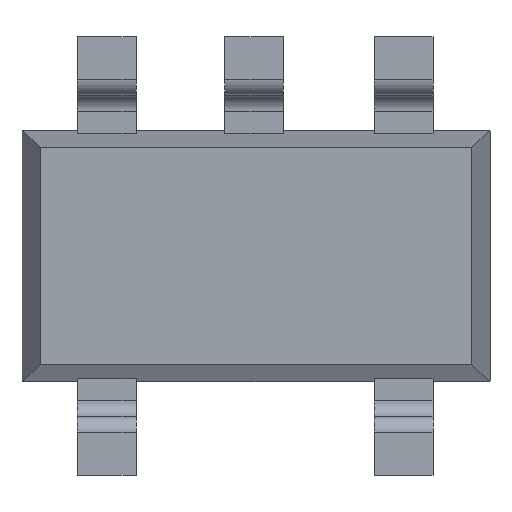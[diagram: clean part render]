
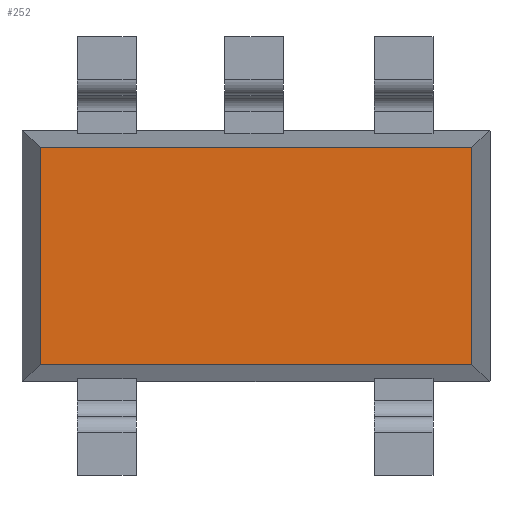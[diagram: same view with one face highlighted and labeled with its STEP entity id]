
A CAD part, front view. The second image highlights one B-rep face of the part: STEP entity #252.
In plain terms, the highlighted planar face has unit normal (0, -1, 0).
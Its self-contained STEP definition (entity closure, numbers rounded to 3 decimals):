
#252=ADVANCED_FACE('',(#503),#504,.T.);
#503=FACE_OUTER_BOUND('',#750,.T.);
#504=PLANE('',#751);
#750=EDGE_LOOP('',(#1457,#1458,#1459,#1460));
#751=AXIS2_PLACEMENT_3D('',#1461,#1462,#1463);
#1457=ORIENTED_EDGE('',*,*,#1751,.F.);
#1458=ORIENTED_EDGE('',*,*,#1778,.F.);
#1459=ORIENTED_EDGE('',*,*,#1762,.F.);
#1460=ORIENTED_EDGE('',*,*,#1771,.T.);
#1461=CARTESIAN_POINT('',(-0.956,0.08,0.));
#1462=DIRECTION('',(0.,-1.0,0.));
#1463=DIRECTION('',(0.,0.,-1.0));
#1751=EDGE_CURVE('',#2164,#2166,#2167,.T.);
#1762=EDGE_CURVE('',#2183,#2185,#2186,.T.);
#1771=EDGE_CURVE('',#2183,#2166,#2199,.T.);
#1778=EDGE_CURVE('',#2185,#2164,#2206,.T.);
#2164=VERTEX_POINT('',#2735);
#2166=VERTEX_POINT('',#2738);
#2167=LINE('',#2739,#2740);
#2183=VERTEX_POINT('',#2763);
#2185=VERTEX_POINT('',#2766);
#2186=LINE('',#2767,#2768);
#2199=LINE('',#2787,#2788);
#2206=LINE('',#2798,#2799);
#2735=CARTESIAN_POINT('',(2.871,0.08,0.693));
#2738=CARTESIAN_POINT('',(2.871,0.08,-0.693));
#2739=CARTESIAN_POINT('',(2.871,0.08,1.5));
#2740=VECTOR('',#3080,1.0);
#2763=CARTESIAN_POINT('',(0.117,0.08,-0.693));
#2766=CARTESIAN_POINT('',(0.117,0.08,0.693));
#2767=CARTESIAN_POINT('',(0.117,0.08,1.5));
#2768=VECTOR('',#3089,1.0);
#2787=CARTESIAN_POINT('',(-0.956,0.08,-0.693));
#2788=VECTOR('',#3096,1.0);
#2798=CARTESIAN_POINT('',(-0.956,0.08,0.693));
#2799=VECTOR('',#3100,1.0);
#3080=DIRECTION('',(0.,0.,-1.0));
#3089=DIRECTION('',(0.,0.,1.0));
#3096=DIRECTION('',(1.0,0.0,0.));
#3100=DIRECTION('',(1.0,0.0,0.));
